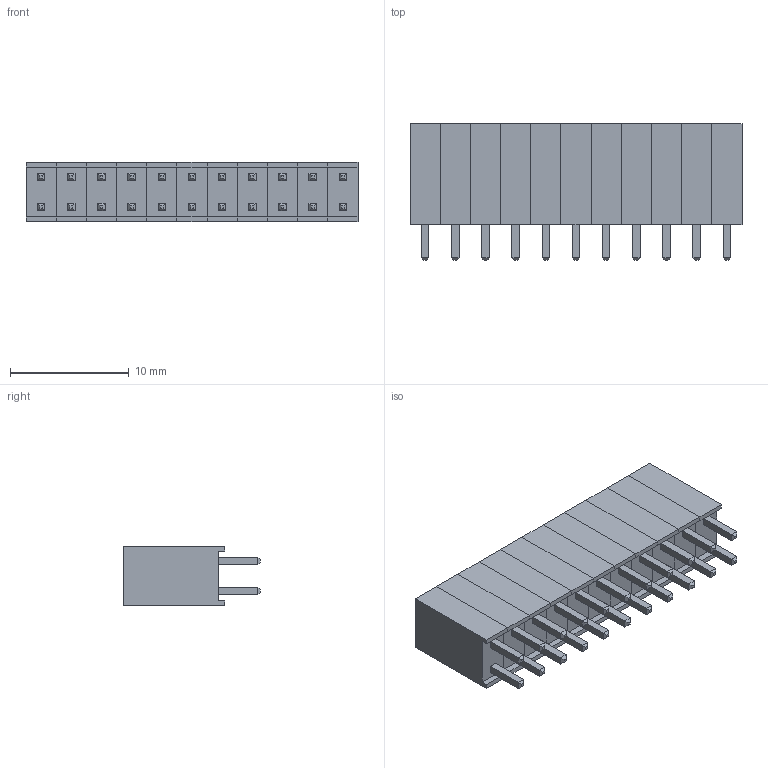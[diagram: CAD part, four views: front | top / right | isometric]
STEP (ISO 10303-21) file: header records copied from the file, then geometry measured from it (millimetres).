
FILE_DESCRIPTION (( 'STEP AP214' ), '1' );
FILE_NAME ('DS-1023-22.STEP', '2019-07-10T22:34:48', ( '' ), ( '' ), 'SwSTEP 2.0', 'SolidWorks 2018', '' );
FILE_SCHEMA (( 'AUTOMOTIVE_DESIGN' ));
Length unit declared in the file: millimetre
Products named in the file (1): DS-1023-22
Bounding box: 27.94 x 11.5 x 5 mm (x, y, z)
Volume: 1105.3 mm3; surface area: 2061.5 mm2
Topology: 11 solids, 11 shells, 506 faces, 1144 edges, 704 vertices
Faces by surface type: plane 506
Entity records: 19290 total; most frequent: CARTESIAN_POINT 2355, ORIENTED_EDGE 2288, DIRECTION 2158, LINE 1144, VECTOR 1144, EDGE_CURVE 1144, VERTEX_POINT 704, EDGE_LOOP 550
